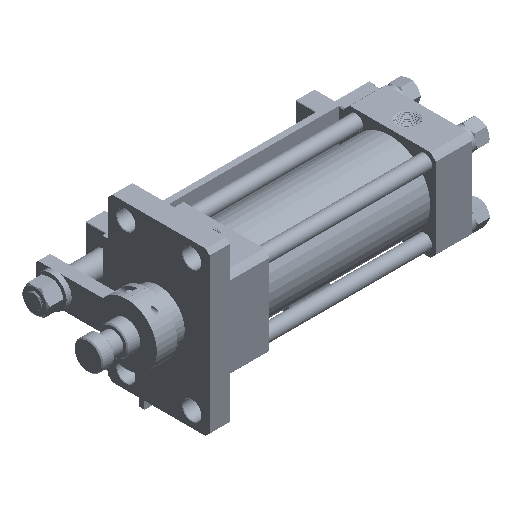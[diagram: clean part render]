
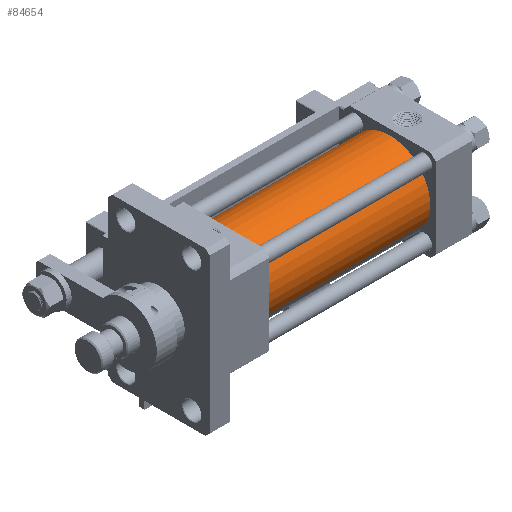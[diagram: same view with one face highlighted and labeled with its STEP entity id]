
A CAD part, isometric view. The second image highlights one B-rep face of the part: STEP entity #84654.
In plain terms, the highlighted cylindrical face has radius 40 mm (diameter 80 mm), a partial arc.
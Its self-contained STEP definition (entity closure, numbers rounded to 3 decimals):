
#40 = VERTEX_POINT ( 'NONE', #42924 ) ;
#1443 = DIRECTION ( 'NONE',  ( 0., -1., 0. ) ) ;
#1444 = VECTOR ( 'NONE', #1443, 1000. ) ;
#1448 = LINE ( 'NONE', #1449, #1444 ) ;
#1449 = CARTESIAN_POINT ( 'NONE',  ( 0., 164., 40. ) ) ;
#7719 = CARTESIAN_POINT ( 'NONE',  ( 0., 0.5, 40. ) ) ;
#10993 = CARTESIAN_POINT ( 'NONE',  ( 0., 163.5, 40. ) ) ;
#11031 = DIRECTION ( 'NONE',  ( 0., -1., 0. ) ) ;
#11032 = VECTOR ( 'NONE', #11031, 1000. ) ;
#11033 = CARTESIAN_POINT ( 'NONE',  ( 0., 164., -40. ) ) ;
#11034 = LINE ( 'NONE', #11033, #11032 ) ;
#11482 = CIRCLE ( 'NONE', #11505, 40. ) ;
#11502 = DIRECTION ( 'NONE',  ( 0., -1., 0. ) ) ;
#11504 = CARTESIAN_POINT ( 'NONE',  ( 0., 163.5, 0. ) ) ;
#11505 = AXIS2_PLACEMENT_3D ( 'NONE', #11504, #11502, #11580 ) ;
#11541 = DIRECTION ( 'NONE',  ( 0., 0., -1. ) ) ;
#11542 = DIRECTION ( 'NONE',  ( 0., 1., 0. ) ) ;
#11548 = CARTESIAN_POINT ( 'NONE',  ( 0., 0.5, 0. ) ) ;
#11549 = AXIS2_PLACEMENT_3D ( 'NONE', #11548, #11542, #11541 ) ;
#11550 = CIRCLE ( 'NONE', #11549, 40. ) ;
#11580 = DIRECTION ( 'NONE',  ( 0., 0., -1. ) ) ;
#11648 = CYLINDRICAL_SURFACE ( 'NONE', #11679, 40. ) ;
#11649 = FACE_OUTER_BOUND ( 'NONE', #84610, .T. ) ;
#11652 = DIRECTION ( 'NONE',  ( 0., -1., 0. ) ) ;
#11678 = CARTESIAN_POINT ( 'NONE',  ( 0., 164., 0. ) ) ;
#11679 = AXIS2_PLACEMENT_3D ( 'NONE', #11678, #11652, #11725 ) ;
#11725 = DIRECTION ( 'NONE',  ( 0., 0., -1. ) ) ;
#17172 = CARTESIAN_POINT ( 'NONE',  ( 0., 0.5, -40. ) ) ;
#42377 = VERTEX_POINT ( 'NONE', #17172 ) ;
#42924 = CARTESIAN_POINT ( 'NONE',  ( 0., 163.5, -40. ) ) ;
#65560 = EDGE_CURVE ( 'NONE', #84391, #79515, #1448, .T. ) ;
#79515 = VERTEX_POINT ( 'NONE', #7719 ) ;
#84391 = VERTEX_POINT ( 'NONE', #10993 ) ;
#84426 = EDGE_CURVE ( 'NONE', #40, #42377, #11034, .T. ) ;
#84547 = ORIENTED_EDGE ( 'NONE', *, *, #84607, .T. ) ;
#84582 = EDGE_CURVE ( 'NONE', #84391, #40, #11482, .T. ) ;
#84587 = ORIENTED_EDGE ( 'NONE', *, *, #65560, .F. ) ;
#84607 = EDGE_CURVE ( 'NONE', #42377, #79515, #11550, .T. ) ;
#84610 = EDGE_LOOP ( 'NONE', ( #84587, #84661, #84611, #84547 ) ) ;
#84611 = ORIENTED_EDGE ( 'NONE', *, *, #84426, .T. ) ;
#84654 = ADVANCED_FACE ( 'NONE', ( #11649 ), #11648, .T. ) ;
#84661 = ORIENTED_EDGE ( 'NONE', *, *, #84582, .T. ) ;
